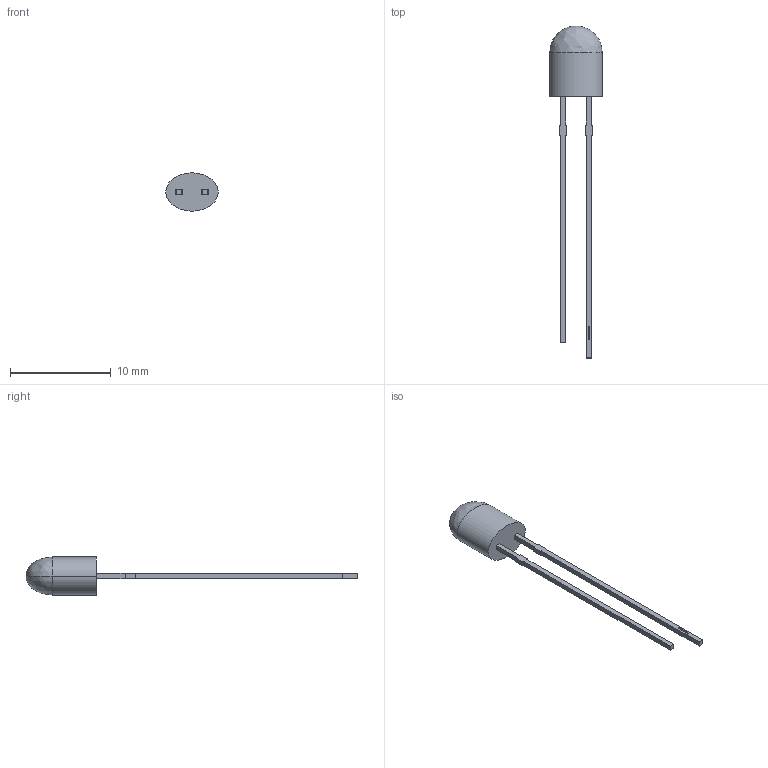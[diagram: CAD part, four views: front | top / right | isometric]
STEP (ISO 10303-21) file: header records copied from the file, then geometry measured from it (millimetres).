
FILE_DESCRIPTION(('FreeCAD Model'),'2;1');
FILE_NAME('Open CASCADE Shape Model','2024-03-28T21:35:21',('Author'),( ''),'Open CASCADE STEP processor 7.6','FreeCAD','Unknown');
FILE_SCHEMA(('AUTOMOTIVE_DESIGN { 1 0 10303 214 1 1 1 1 }'));
Length unit declared in the file: millimetre
Products named in the file (1): 5603
Bounding box: 5.2 x 33 x 3.79 mm (x, y, z)
Volume: 108 mm3; surface area: 215.5 mm2
Topology: 1 solids, 1 shells, 314 faces, 847 edges, 563 vertices
Faces by surface type: plane 194, bspline 120
Entity records: 15291 total; most frequent: CARTESIAN_POINT 8181, ORIENTED_EDGE 1690, DIRECTION 997, EDGE_CURVE 845, LINE 607, VECTOR 607, VERTEX_POINT 563, FACE_BOUND 344
